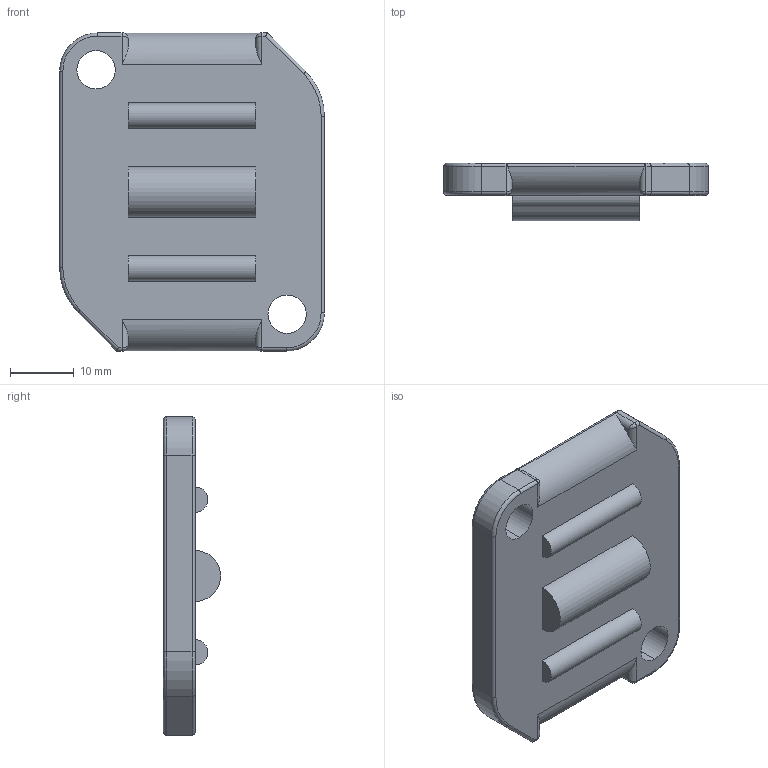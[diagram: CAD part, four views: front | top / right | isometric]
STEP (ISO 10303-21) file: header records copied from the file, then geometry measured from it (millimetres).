
FILE_DESCRIPTION((''),'2;1');
FILE_NAME('VALVE_CLAMPPLATE','2024-09-30T22:07:56',('weiss'),(''),'CREO PARAMETRIC BY PTC INC, 2022014','CREO PARAMETRIC BY PTC INC, 2022014','');
FILE_SCHEMA(('CONFIG_CONTROL_DESIGN'));
Length unit declared in the file: millimetre
Products named in the file (1): VALVE_CLAMPPLATE
Bounding box: 41.6 x 9 x 50 mm (x, y, z)
Volume: 10129 mm3; surface area: 4984.6 mm2
Topology: 1 solids, 1 shells, 75 faces, 174 edges, 104 vertices
Faces by surface type: cylinder 39, plane 20, bspline 8, torus 8
Entity records: 2616 total; most frequent: CARTESIAN_POINT 905, ORIENTED_EDGE 348, DIRECTION 346, EDGE_CURVE 174, AXIS2_PLACEMENT_3D 133, VERTEX_POINT 104, EDGE_LOOP 82, VECTOR 80
